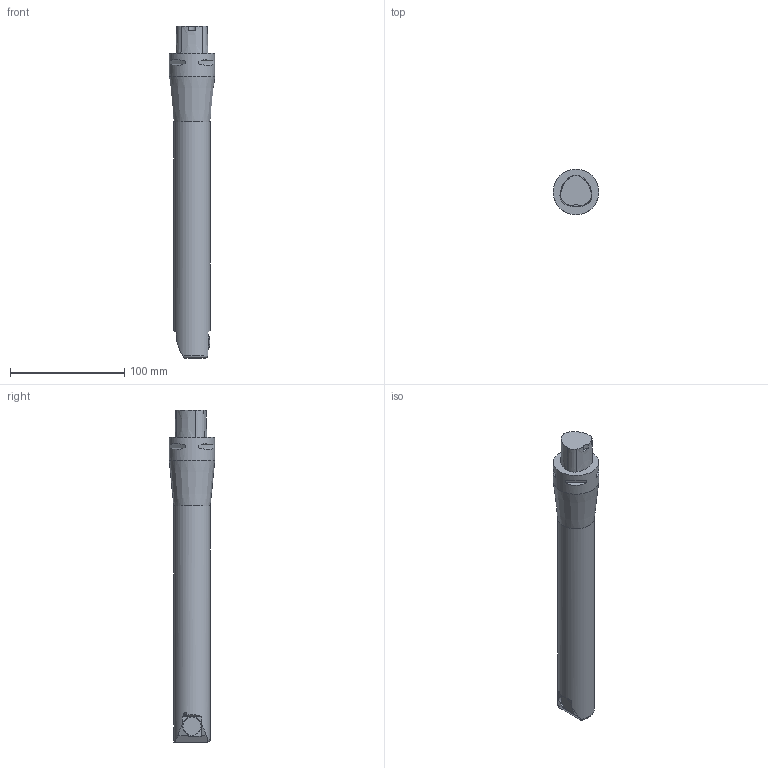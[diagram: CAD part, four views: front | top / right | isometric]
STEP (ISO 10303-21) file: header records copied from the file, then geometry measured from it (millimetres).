
FILE_DESCRIPTION(/* description */ (''),/* implementation_level */ '2;1');
FILE_NAME(/* name */ '1559123502912.stp',/* time_stamp */ '2019-05-29T11:51:47+02:00',/* author */ (''),/* organization */ ('SMS'),/* preprocessor_version */ 'ST-DEVELOPER v15',/* originating_system */ 'SIEMENS PLM Software NX 8.5',/* authorisation */ '');
FILE_SCHEMA (('AUTOMOTIVE_DESIGN { 1 0 10303 214 3 1 1 1 }'));
Length unit declared in the file: millimetre
Products named in the file (1): 202043577mod000_01
Bounding box: 40 x 40 x 291 mm (x, y, z)
Volume: 243199.6 mm3; surface area: 34475.4 mm2
Topology: 2 solids, 2 shells, 353 faces, 1006 edges, 671 vertices
Faces by surface type: plane 268, cone 63, cylinder 20, torus 1, sphere 1
Full cylindrical faces by diameter (mm): 1.6 x1, 2.1 x1, 3.52 x1, 3.6 x1, 6.029 x1, 6.5 x1, 15.621 x1, 16 x2, 32 x1, 40 x1
Entity records: 11807 total; most frequent: CARTESIAN_POINT 3049, ORIENTED_EDGE 1936, DIRECTION 1636, EDGE_CURVE 968, VERTEX_POINT 652, AXIS2_PLACEMENT_3D 583, LINE 470, VECTOR 470
